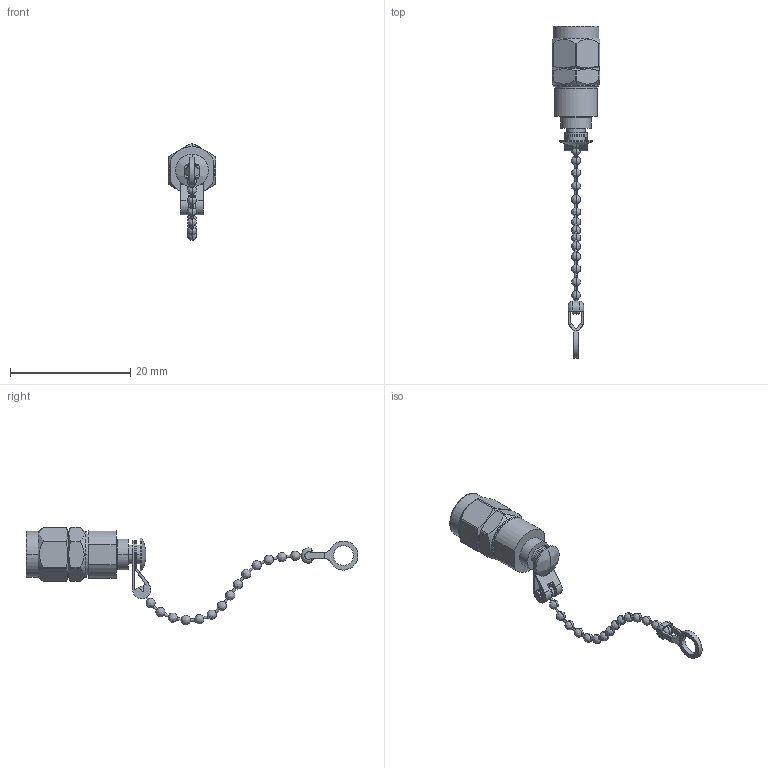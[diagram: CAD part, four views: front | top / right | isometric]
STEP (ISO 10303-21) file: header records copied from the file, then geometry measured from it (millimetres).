
FILE_DESCRIPTION (( 'STEP AP203' ), '1' );
FILE_NAME ('PE6179.step', '2018-10-18T22:19:21', ( '' ), ( '' ), 'SwSTEP 2.0', 'SolidWorks 2017', '' );
FILE_SCHEMA (( 'CONFIG_CONTROL_DESIGN' ));
Length unit declared in the file: inch
Products named in the file (1): PE6179
Bounding box: 7.94 x 55.2 x 16.16 mm (x, y, z)
Volume: 783 mm3; surface area: 1128.5 mm2
Topology: 1 solids, 1 shells, 227 faces, 645 edges, 382 vertices
Faces by surface type: bspline 75, plane 69, cylinder 68, cone 13, torus 2
Entity records: 11871 total; most frequent: CARTESIAN_POINT 6715, ORIENTED_EDGE 1194, DIRECTION 905, EDGE_CURVE 597, VERTEX_POINT 382, AXIS2_PLACEMENT_3D 348, EDGE_LOOP 251, FACE_OUTER_BOUND 227
